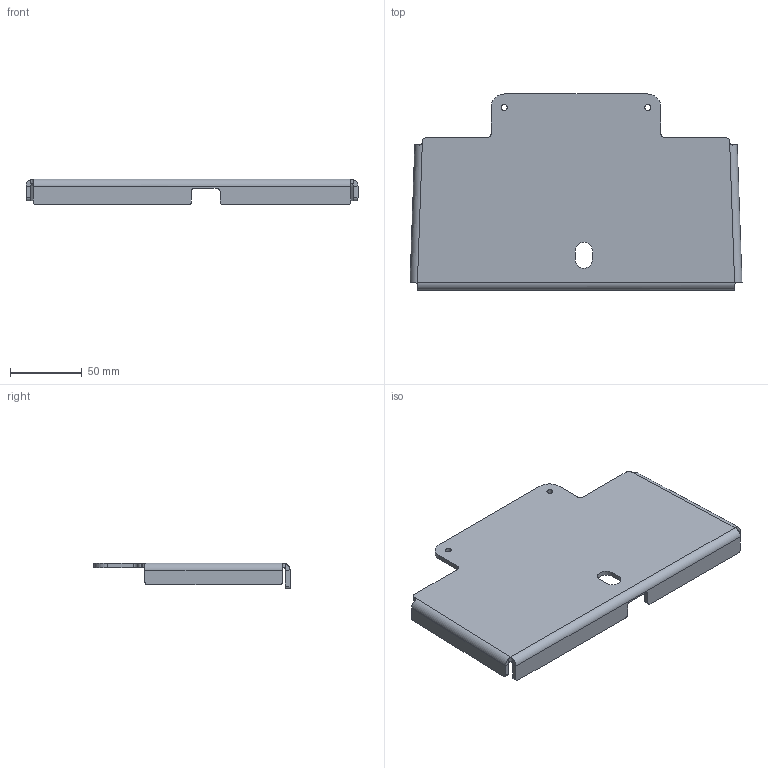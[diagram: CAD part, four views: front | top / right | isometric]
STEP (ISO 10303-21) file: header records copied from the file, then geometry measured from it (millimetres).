
FILE_DESCRIPTION (( 'STEP AP214' ), '1' );
FILE_NAME ('Case - Thin - Opaque.STEP', '2015-04-10T20:59:01', ( '' ), ( '' ), 'SwSTEP 2.0', 'SolidWorks 2014', '' );
FILE_SCHEMA (( 'AUTOMOTIVE_DESIGN' ));
Length unit declared in the file: millimetre
Products named in the file (1): Case - Thin - Opaque
Bounding box: 231.01 x 136.42 x 18.07 mm (x, y, z)
Volume: 101857.7 mm3; surface area: 66926.9 mm2
Topology: 1 solids, 1 shells, 68 faces, 178 edges, 112 vertices
Faces by surface type: plane 34, cylinder 30, bspline 4
Entity records: 2364 total; most frequent: CARTESIAN_POINT 667, ORIENTED_EDGE 356, DIRECTION 336, EDGE_CURVE 178, AXIS2_PLACEMENT_3D 115, VERTEX_POINT 112, VECTOR 106, LINE 106
